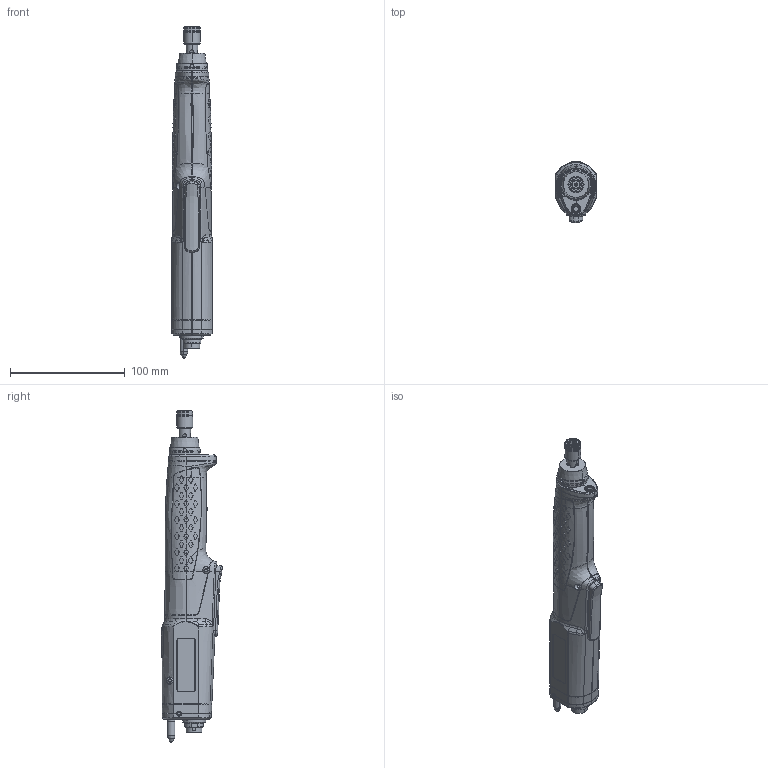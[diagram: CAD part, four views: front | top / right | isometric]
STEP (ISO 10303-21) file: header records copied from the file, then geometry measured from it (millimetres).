
FILE_DESCRIPTION((''),'2;1');
FILE_NAME('EXT_COMP_SW0001','2025-08-15T09:41:10',('INEdipo'),(''),'CREO PARAMETRIC BY PTC INC, 2022414','CREO PARAMETRIC BY PTC INC, 2022414','');
FILE_SCHEMA(('CONFIG_CONTROL_DESIGN'));
Products named in the file (1): EXT_COMP_SW0001
Bounding box: 35 x 53.26 x 288.78 mm (x, y, z)
Volume: 139380.1 mm3; surface area: 68325 mm2
Topology: 2 solids, 2 shells, 3016 faces, 7513 edges, 4579 vertices
Faces by surface type: bspline 1543, cylinder 630, plane 509, torus 112, cone 106, sphere 91, extrusion 25
Entity records: 202623 total; most frequent: CARTESIAN_POINT 142527, ORIENTED_EDGE 14972, DIRECTION 8554, EDGE_CURVE 7486, VERTEX_POINT 4579, B_SPLINE_CURVE_WITH_KNOTS 3602, AXIS2_PLACEMENT_3D 3172, EDGE_LOOP 3155
